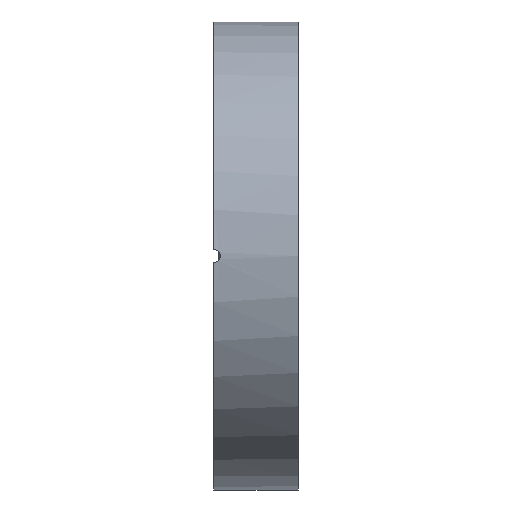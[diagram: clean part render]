
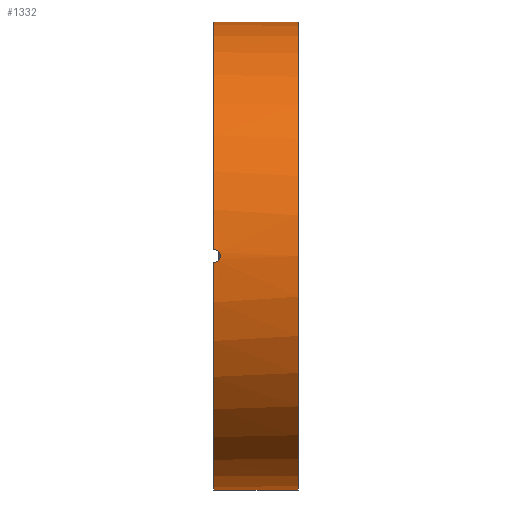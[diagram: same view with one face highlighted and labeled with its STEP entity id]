
A CAD part, left-side view. The second image highlights one B-rep face of the part: STEP entity #1332.
In plain terms, the highlighted cylindrical face has radius 35 mm (diameter 70 mm), a partial arc.
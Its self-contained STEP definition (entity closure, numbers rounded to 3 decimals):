
#27 = DIRECTION ( 'NONE',  ( 0., 0., 1. ) ) ;
#89 = DIRECTION ( 'NONE',  ( 0., 1., 0. ) ) ;
#104 = EDGE_CURVE ( 'NONE', #1446, #349, #576, .T. ) ;
#122 = CIRCLE ( 'NONE', #1772, 35. ) ;
#134 = CARTESIAN_POINT ( 'NONE',  ( -34.986, -0.132, 1. ) ) ;
#147 = CARTESIAN_POINT ( 'NONE',  ( -34.989, -0.504, 0.874 ) ) ;
#193 = VERTEX_POINT ( 'NONE', #1622 ) ;
#205 = EDGE_CURVE ( 'NONE', #1111, #193, #1569, .T. ) ;
#254 = DIRECTION ( 'NONE',  ( 0., 0., 1. ) ) ;
#270 = CARTESIAN_POINT ( 'NONE',  ( -34.995, -0.801, -0.613 ) ) ;
#281 = CARTESIAN_POINT ( 'NONE',  ( -34.991, -0.615, 0.799 ) ) ;
#295 = CARTESIAN_POINT ( 'NONE',  ( 0., 0., 0. ) ) ;
#349 = VERTEX_POINT ( 'NONE', #1273 ) ;
#353 = CARTESIAN_POINT ( 'NONE',  ( 0., -12.7, 0. ) ) ;
#369 = EDGE_LOOP ( 'NONE', ( #577, #605, #782, #469, #1284, #614 ) ) ;
#373 = AXIS2_PLACEMENT_3D ( 'NONE', #353, #502, #27 ) ;
#375 = DIRECTION ( 'NONE',  ( 0., 1., 0. ) ) ;
#463 = CARTESIAN_POINT ( 'NONE',  ( 0., 0., 35. ) ) ;
#469 = ORIENTED_EDGE ( 'NONE', *, *, #1252, .F. ) ;
#502 = DIRECTION ( 'NONE',  ( 0., 1., 0. ) ) ;
#510 = AXIS2_PLACEMENT_3D ( 'NONE', #1021, #89, #254 ) ;
#533 = CARTESIAN_POINT ( 'NONE',  ( 0., -12.7, -35. ) ) ;
#576 = CIRCLE ( 'NONE', #905, 35. ) ;
#577 = ORIENTED_EDGE ( 'NONE', *, *, #1447, .F. ) ;
#581 = DIRECTION ( 'NONE',  ( 0., 0., 1. ) ) ;
#605 = ORIENTED_EDGE ( 'NONE', *, *, #205, .T. ) ;
#614 = ORIENTED_EDGE ( 'NONE', *, *, #104, .F. ) ;
#636 = VERTEX_POINT ( 'NONE', #1812 ) ;
#673 = LINE ( 'NONE', #1584, #969 ) ;
#765 = VERTEX_POINT ( 'NONE', #463 ) ;
#782 = ORIENTED_EDGE ( 'NONE', *, *, #1035, .T. ) ;
#818 = CYLINDRICAL_SURFACE ( 'NONE', #373, 35. ) ;
#879 = LINE ( 'NONE', #533, #1933 ) ;
#897 = CARTESIAN_POINT ( 'NONE',  ( -34.999, -0.974, -0.261 ) ) ;
#905 = AXIS2_PLACEMENT_3D ( 'NONE', #1197, #1791, #1354 ) ;
#969 = VECTOR ( 'NONE', #375, 1000. ) ;
#1021 = CARTESIAN_POINT ( 'NONE',  ( 0., -12.7, 0. ) ) ;
#1035 = EDGE_CURVE ( 'NONE', #193, #765, #673, .T. ) ;
#1049 = CARTESIAN_POINT ( 'NONE',  ( -34.999, -0.974, 0.263 ) ) ;
#1052 = DIRECTION ( 'NONE',  ( 0., 1., 0. ) ) ;
#1111 = VERTEX_POINT ( 'NONE', #1860 ) ;
#1183 = CARTESIAN_POINT ( 'NONE',  ( -34.986, -0.262, 0.974 ) ) ;
#1197 = CARTESIAN_POINT ( 'NONE',  ( 0., 0., 0. ) ) ;
#1252 = EDGE_CURVE ( 'NONE', #636, #765, #122, .T. ) ;
#1261 = FACE_OUTER_BOUND ( 'NONE', #369, .T. ) ;
#1273 = CARTESIAN_POINT ( 'NONE',  ( -34.986, 0., -1. ) ) ;
#1284 = ORIENTED_EDGE ( 'NONE', *, *, #1829, .T. ) ;
#1331 = CARTESIAN_POINT ( 'NONE',  ( -34.997, -0.874, 0.503 ) ) ;
#1332 = ADVANCED_FACE ( 'NONE', ( #1261 ), #818, .T. ) ;
#1348 = B_SPLINE_CURVE_WITH_KNOTS ( 'NONE', 3,
 ( #1649, #134, #1183, #147, #281, #1503, #1331, #1049, #1626, #1516, #897, #1351, #270, #1639, #1484, #1660 ),
 .UNSPECIFIED., .F., .F.,
 ( 4, 2, 2, 2, 2, 2, 2, 4 ),
 ( 0., 0., 0.001, 0.001, 0.002, 0.002, 0.002, 0.003 ),
 .UNSPECIFIED. ) ;
#1351 = CARTESIAN_POINT ( 'NONE',  ( -34.997, -0.874, -0.503 ) ) ;
#1354 = DIRECTION ( 'NONE',  ( 0., 0., 1. ) ) ;
#1446 = VERTEX_POINT ( 'NONE', #1459 ) ;
#1447 = EDGE_CURVE ( 'NONE', #1111, #1446, #879, .T. ) ;
#1459 = CARTESIAN_POINT ( 'NONE',  ( 0., 0., -35. ) ) ;
#1484 = CARTESIAN_POINT ( 'NONE',  ( -34.986, -0.264, -1. ) ) ;
#1485 = DIRECTION ( 'NONE',  ( 0., 1., 0. ) ) ;
#1503 = CARTESIAN_POINT ( 'NONE',  ( -34.995, -0.799, 0.615 ) ) ;
#1516 = CARTESIAN_POINT ( 'NONE',  ( -35., -1., -0.13 ) ) ;
#1569 = CIRCLE ( 'NONE', #510, 35. ) ;
#1584 = CARTESIAN_POINT ( 'NONE',  ( 0., -12.7, 35. ) ) ;
#1622 = CARTESIAN_POINT ( 'NONE',  ( 0., -12.7, 35. ) ) ;
#1626 = CARTESIAN_POINT ( 'NONE',  ( -35., -1., 0.131 ) ) ;
#1639 = CARTESIAN_POINT ( 'NONE',  ( -34.989, -0.521, -0.893 ) ) ;
#1649 = CARTESIAN_POINT ( 'NONE',  ( -34.986, 0., 1. ) ) ;
#1660 = CARTESIAN_POINT ( 'NONE',  ( -34.986, 0., -1. ) ) ;
#1772 = AXIS2_PLACEMENT_3D ( 'NONE', #295, #1052, #581 ) ;
#1791 = DIRECTION ( 'NONE',  ( 0., 1., 0. ) ) ;
#1812 = CARTESIAN_POINT ( 'NONE',  ( -34.986, 0., 1. ) ) ;
#1829 = EDGE_CURVE ( 'NONE', #636, #349, #1348, .T. ) ;
#1860 = CARTESIAN_POINT ( 'NONE',  ( 0., -12.7, -35. ) ) ;
#1933 = VECTOR ( 'NONE', #1485, 1000. ) ;
